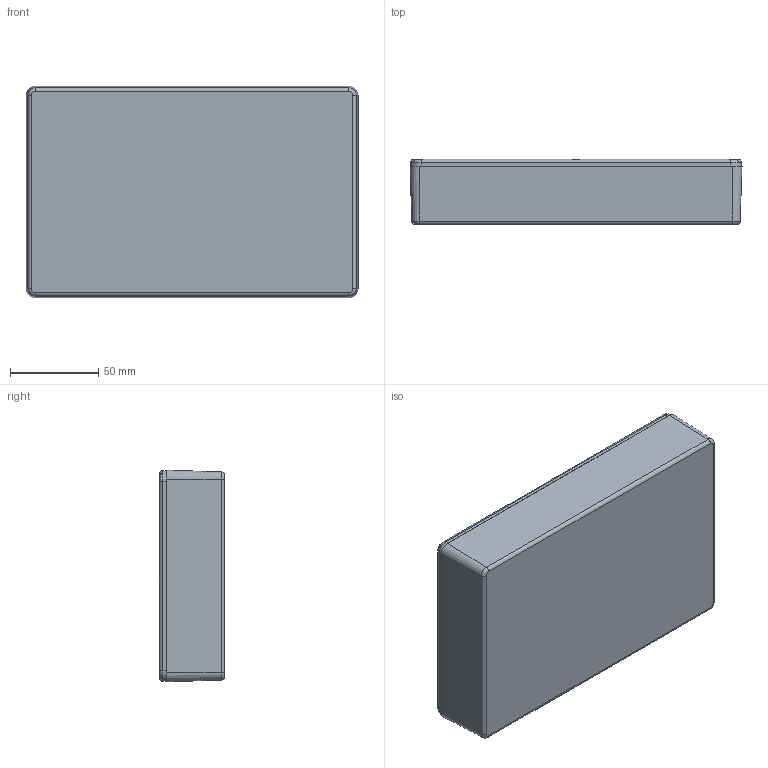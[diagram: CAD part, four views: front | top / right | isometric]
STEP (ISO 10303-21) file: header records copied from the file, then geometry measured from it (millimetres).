
FILE_DESCRIPTION(('FreeCAD Model'),'2;1');
FILE_NAME('Hammond 1590DD.step','2019-07-24T01:43:59',('Author'),(''), 'Open CASCADE STEP processor 7.3','FreeCAD','Unknown');
FILE_SCHEMA(('AUTOMOTIVE_DESIGN { 1 0 10303 214 1 1 1 1 }'));
Length unit declared in the file: millimetre
Products named in the file (1): 1590DD
Bounding box: 188 x 37 x 120 mm (x, y, z)
Volume: 166604 mm3; surface area: 129035.9 mm2
Topology: 1 solids, 14 shells, 778 faces, 2041 edges, 1328 vertices
Faces by surface type: plane 383, bspline 245, cone 82, cylinder 46, torus 22
Full cylindrical faces by diameter (mm): 2.642 x6, 3.378 x6, 4 x6
Entity records: 38878 total; most frequent: CARTESIAN_POINT 15945, ORIENTED_EDGE 4070, DIRECTION 2815, EDGE_CURVE 2035, VERTEX_POINT 1328, LINE 1123, VECTOR 1123, AXIS2_PLACEMENT_3D 846
